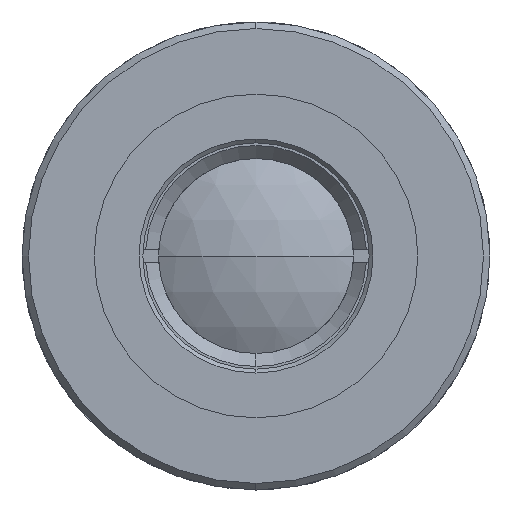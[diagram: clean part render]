
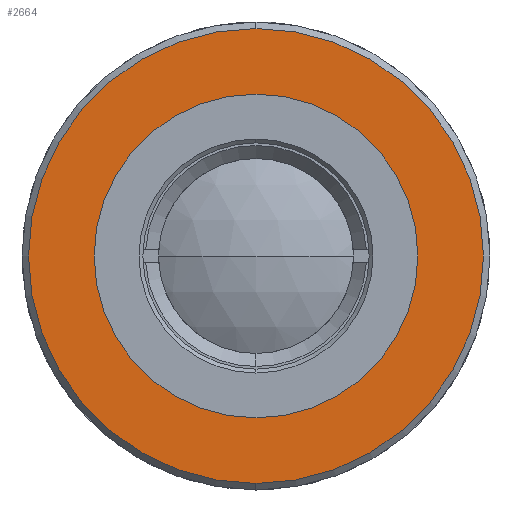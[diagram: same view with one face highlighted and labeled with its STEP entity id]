
A CAD part, left-side view. The second image highlights one B-rep face of the part: STEP entity #2664.
In plain terms, the highlighted planar face has unit normal (-1, 0, 0).
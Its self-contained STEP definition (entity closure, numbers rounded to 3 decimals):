
#61 = VERTEX_POINT ( 'NONE', #2024 ) ;
#74 = CARTESIAN_POINT ( 'NONE',  ( -4.996, 0., -12.45 ) ) ;
#108 = CIRCLE ( 'NONE', #1445, 17.5 ) ;
#180 = VERTEX_POINT ( 'NONE', #74 ) ;
#302 = CARTESIAN_POINT ( 'NONE',  ( -4.996, 0., 0. ) ) ;
#320 = ORIENTED_EDGE ( 'NONE', *, *, #3042, .T. ) ;
#592 = DIRECTION ( 'NONE',  ( 1., 0., 0. ) ) ;
#595 = ORIENTED_EDGE ( 'NONE', *, *, #1224, .F. ) ;
#639 = AXIS2_PLACEMENT_3D ( 'NONE', #302, #1053, #976 ) ;
#785 = AXIS2_PLACEMENT_3D ( 'NONE', #1342, #1208, #1186 ) ;
#801 = FACE_BOUND ( 'NONE', #1384, .T. ) ;
#867 = CIRCLE ( 'NONE', #923, 17.5 ) ;
#923 = AXIS2_PLACEMENT_3D ( 'NONE', #1780, #2473, #1191 ) ;
#976 = DIRECTION ( 'NONE',  ( 0., 0., 1. ) ) ;
#999 = CARTESIAN_POINT ( 'NONE',  ( -4.996, 0., 12.45 ) ) ;
#1053 = DIRECTION ( 'NONE',  ( -1., 0., 0. ) ) ;
#1117 = DIRECTION ( 'NONE',  ( 0., 0., -1. ) ) ;
#1186 = DIRECTION ( 'NONE',  ( 0., 0., 1. ) ) ;
#1191 = DIRECTION ( 'NONE',  ( 0., 0., -1. ) ) ;
#1208 = DIRECTION ( 'NONE',  ( -1., 0., 0. ) ) ;
#1224 = EDGE_CURVE ( 'NONE', #180, #1821, #2825, .T. ) ;
#1280 = CARTESIAN_POINT ( 'NONE',  ( -4.996, 0., 17.5 ) ) ;
#1342 = CARTESIAN_POINT ( 'NONE',  ( -4.996, 0., 0. ) ) ;
#1384 = EDGE_LOOP ( 'NONE', ( #2131, #595 ) ) ;
#1445 = AXIS2_PLACEMENT_3D ( 'NONE', #1749, #1989, #2713 ) ;
#1493 = CIRCLE ( 'NONE', #785, 12.45 ) ;
#1601 = EDGE_LOOP ( 'NONE', ( #2510, #320 ) ) ;
#1749 = CARTESIAN_POINT ( 'NONE',  ( -4.996, 0., 0. ) ) ;
#1780 = CARTESIAN_POINT ( 'NONE',  ( -4.996, 0., 0. ) ) ;
#1821 = VERTEX_POINT ( 'NONE', #999 ) ;
#1839 = PLANE ( 'NONE',  #2123 ) ;
#1989 = DIRECTION ( 'NONE',  ( -1., 0., 0. ) ) ;
#2024 = CARTESIAN_POINT ( 'NONE',  ( -4.996, 0., -17.5 ) ) ;
#2052 = VERTEX_POINT ( 'NONE', #1280 ) ;
#2123 = AXIS2_PLACEMENT_3D ( 'NONE', #2867, #592, #1117 ) ;
#2131 = ORIENTED_EDGE ( 'NONE', *, *, #2531, .F. ) ;
#2231 = EDGE_CURVE ( 'NONE', #61, #2052, #108, .T. ) ;
#2473 = DIRECTION ( 'NONE',  ( -1., 0., 0. ) ) ;
#2510 = ORIENTED_EDGE ( 'NONE', *, *, #2231, .T. ) ;
#2531 = EDGE_CURVE ( 'NONE', #1821, #180, #1493, .T. ) ;
#2664 = ADVANCED_FACE ( 'NONE', ( #3115, #801 ), #1839, .F. ) ;
#2713 = DIRECTION ( 'NONE',  ( 0., 0., -1. ) ) ;
#2825 = CIRCLE ( 'NONE', #639, 12.45 ) ;
#2867 = CARTESIAN_POINT ( 'NONE',  ( -4.996, 18., 0. ) ) ;
#3042 = EDGE_CURVE ( 'NONE', #2052, #61, #867, .T. ) ;
#3115 = FACE_OUTER_BOUND ( 'NONE', #1601, .T. ) ;
